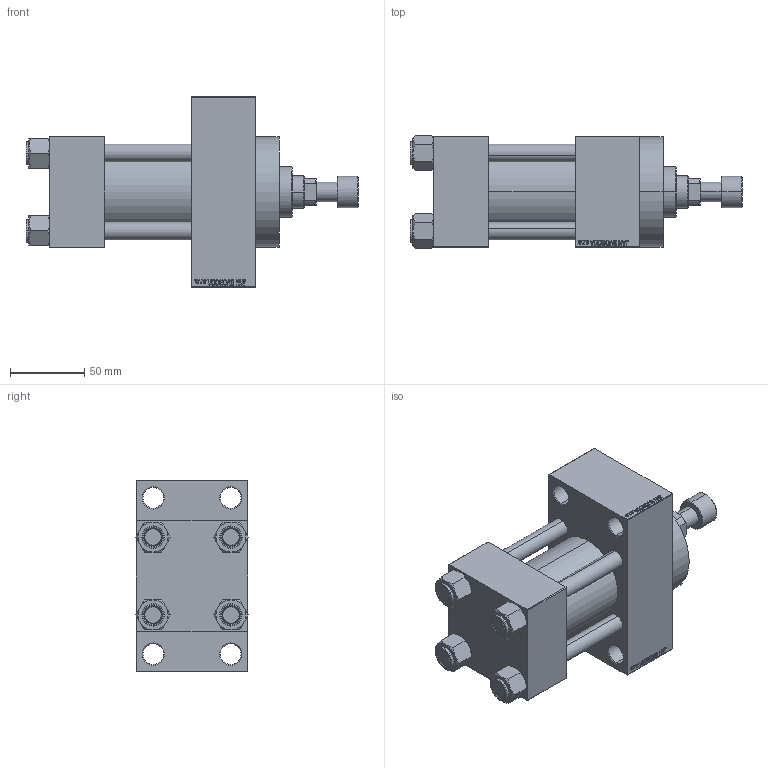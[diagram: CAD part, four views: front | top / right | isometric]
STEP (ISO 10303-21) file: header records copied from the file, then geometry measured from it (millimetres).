
FILE_DESCRIPTION (( 'STEP AP203' ), '1' );
FILE_NAME ('4c53.STEP', '2022-04-15T00:28:40', ( '' ), ( '' ), 'SwSTEP 2.0', 'SolidWorks 2019', '' );
FILE_SCHEMA (( 'CONFIG_CONTROL_DESIGN' ));
Length unit declared in the file: millimetre
Products named in the file (7): V215CR_VCP_D 7a122c088b86df61f3c10bb57a30b643; NUT_M5_D 7a122c088b86df61f3c10bb57a30b643; V215_VC_A 7a122c088b86df61f3c10bb57a30b643; V215CR_ROD_END_F 7a122c088b86df61f3c10bb57a30b643; V215CR_D_TYCINKA 7a122c088b86df61f3c10bb57a30b643; 4c53; V215CR_D_Body 7a122c088b86df61f3c10bb57a30b643
Assembly tree (12 placements, depth 2):
  4c53
    V215CR_D_Body 7a122c088b86df61f3c10bb57a30b643
    V215CR_VCP_D 7a122c088b86df61f3c10bb57a30b643
    NUT_M5_D 7a122c088b86df61f3c10bb57a30b643  x4
    V215CR_D_TYCINKA 7a122c088b86df61f3c10bb57a30b643  x4
    V215_VC_A 7a122c088b86df61f3c10bb57a30b643
    V215CR_ROD_END_F 7a122c088b86df61f3c10bb57a30b643
Bounding box: 223 x 75.54 x 128 mm (x, y, z)
Volume: 812999.9 mm3; surface area: 167042 mm2
Topology: 12 solids, 12 shells, 1123 faces, 2788 edges, 1803 vertices
Faces by surface type: plane 502, bspline 368, cone 144, cylinder 97, torus 12
Entity records: 47829 total; most frequent: CARTESIAN_POINT 25154, ORIENTED_EDGE 5068, DIRECTION 3300, EDGE_CURVE 2534, VERTEX_POINT 1659, LINE 1514, VECTOR 1514, EDGE_LOOP 1137
